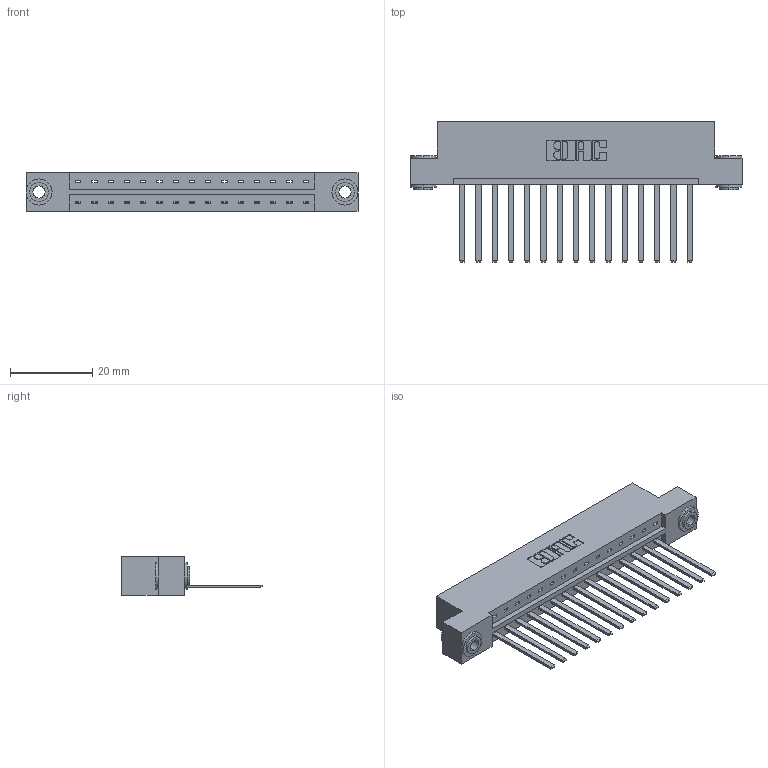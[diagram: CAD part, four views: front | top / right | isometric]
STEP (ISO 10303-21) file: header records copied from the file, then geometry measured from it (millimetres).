
FILE_DESCRIPTION (( 'STEP AP203' ), '1' );
FILE_NAME ('333-015-544-103.STEP', '2018-08-01T03:58:11', ( '' ), ( '' ), 'SwSTEP 2.0', 'SolidWorks 2016', '' );
FILE_SCHEMA (( 'CONFIG_CONTROL_DESIGN' ));
Length unit declared in the file: inch
Products named in the file (4): 333 Part_Flush - .156 Dia - TH; 345-292-001_345-293-144; 345-250-002_345-250-002-102; 333-015-544-103
Assembly tree (18 placements, depth 2):
  333-015-544-103
    333 Part_Flush - .156 Dia - TH
    345-292-001_345-293-144  x15
    345-250-002_345-250-002-102  x2
Bounding box: 80.98 x 34.3 x 9.4 mm (x, y, z)
Volume: 8109.3 mm3; surface area: 9389.8 mm2
Topology: 18 solids, 18 shells, 932 faces, 2757 edges, 1814 vertices
Faces by surface type: plane 650, cylinder 274, cone 8
Entity records: 13128 total; most frequent: CARTESIAN_POINT 2246, ORIENTED_EDGE 2190, DIRECTION 1979, EDGE_CURVE 1095, VECTOR 947, LINE 947, VERTEX_POINT 726, AXIS2_PLACEMENT_3D 516
